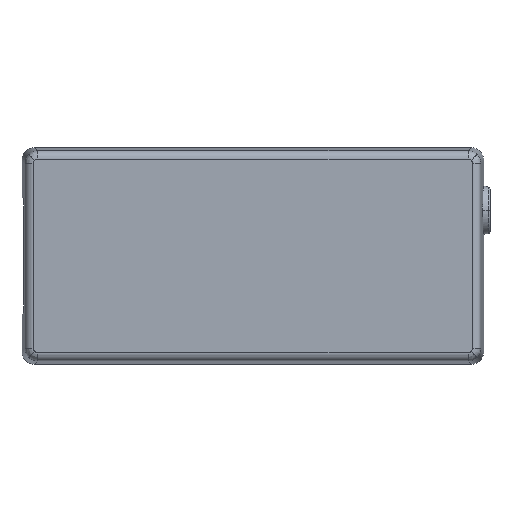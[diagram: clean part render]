
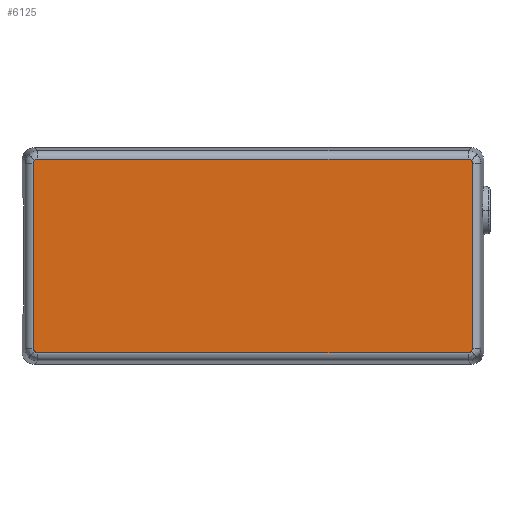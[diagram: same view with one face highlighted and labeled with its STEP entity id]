
A CAD part, top view. The second image highlights one B-rep face of the part: STEP entity #6125.
In plain terms, the highlighted planar face has unit normal (0, 0, 1).
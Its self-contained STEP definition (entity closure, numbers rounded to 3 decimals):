
#1418=DIRECTION('',(1.,0.,0.));
#1419=VECTOR('',#1418,103.53);
#1420=CARTESIAN_POINT('',(-51.765,23.264,16.));
#1421=LINE('',#1420,#1419);
#1422=CARTESIAN_POINT('',(52.471,22.971,16.));
#1529=DIRECTION('',(0.,1.,0.));
#1530=VECTOR('',#1529,44.53);
#1531=CARTESIAN_POINT('',(-52.764,-22.265,16.));
#1532=LINE('',#1531,#1530);
#1533=CARTESIAN_POINT('',(-52.471,22.971,16.));
#1555=CARTESIAN_POINT('',(-52.471,22.971,16.));
#1556=CARTESIAN_POINT('',(-52.564,22.879,16.));
#1557=CARTESIAN_POINT('',(-52.712,22.657,16.));
#1558=CARTESIAN_POINT('',(-52.764,22.396,16.));
#1559=CARTESIAN_POINT('',(-52.764,22.265,16.));
#1561=CARTESIAN_POINT('',(-51.765,23.264,16.));
#1562=CARTESIAN_POINT('',(-51.896,23.264,16.));
#1563=CARTESIAN_POINT('',(-52.157,23.212,16.));
#1564=CARTESIAN_POINT('',(-52.379,23.064,16.));
#1565=CARTESIAN_POINT('',(-52.471,22.971,16.));
#1567=CARTESIAN_POINT('',(52.471,22.971,16.));
#1568=CARTESIAN_POINT('',(52.379,23.064,16.));
#1569=CARTESIAN_POINT('',(52.157,23.212,16.));
#1570=CARTESIAN_POINT('',(51.896,23.264,16.));
#1571=CARTESIAN_POINT('',(51.765,23.264,16.));
#1573=CARTESIAN_POINT('',(52.764,22.265,16.));
#1574=CARTESIAN_POINT('',(52.764,22.396,16.));
#1575=CARTESIAN_POINT('',(52.712,22.657,16.));
#1576=CARTESIAN_POINT('',(52.564,22.879,16.));
#1577=CARTESIAN_POINT('',(52.471,22.971,16.));
#1579=CARTESIAN_POINT('',(52.471,-22.971,16.));
#1580=CARTESIAN_POINT('',(52.564,-22.879,16.));
#1581=CARTESIAN_POINT('',(52.712,-22.657,16.));
#1582=CARTESIAN_POINT('',(52.764,-22.396,16.));
#1583=CARTESIAN_POINT('',(52.764,-22.265,16.));
#1585=CARTESIAN_POINT('',(51.765,-23.264,16.));
#1586=CARTESIAN_POINT('',(51.896,-23.264,16.));
#1587=CARTESIAN_POINT('',(52.157,-23.212,16.));
#1588=CARTESIAN_POINT('',(52.379,-23.064,16.));
#1589=CARTESIAN_POINT('',(52.471,-22.971,16.));
#1591=CARTESIAN_POINT('',(-52.471,-22.971,16.));
#1592=CARTESIAN_POINT('',(-52.379,-23.064,16.));
#1593=CARTESIAN_POINT('',(-52.157,-23.212,
16.));
#1594=CARTESIAN_POINT('',(-51.896,-23.264,16.));
#1595=CARTESIAN_POINT('',(-51.765,-23.264,16.));
#1597=CARTESIAN_POINT('',(-52.764,-22.265,16.));
#1598=CARTESIAN_POINT('',(-52.764,-22.396,16.));
#1599=CARTESIAN_POINT('',(-52.712,-22.657,
16.));
#1600=CARTESIAN_POINT('',(-52.564,-22.879,16.));
#1601=CARTESIAN_POINT('',(-52.471,-22.971,16.));
#1607=DIRECTION('',(0.,-1.,0.));
#1608=VECTOR('',#1607,44.53);
#1609=CARTESIAN_POINT('',(52.764,22.265,16.));
#1610=LINE('',#1609,#1608);
#1637=DIRECTION('',(-1.,0.,0.));
#1638=VECTOR('',#1637,103.53);
#1639=CARTESIAN_POINT('',(51.765,-23.264,16.));
#1640=LINE('',#1639,#1638);
#3724=CARTESIAN_POINT('',(52.764,22.265,16.));
#3726=VERTEX_POINT('',#3724);
#3763=CARTESIAN_POINT('',(52.764,-22.265,16.));
#3765=VERTEX_POINT('',#3763);
#3817=CARTESIAN_POINT('',(-52.764,22.265,16.));
#3819=VERTEX_POINT('',#3817);
#3933=VERTEX_POINT('',#1585);
#3934=VERTEX_POINT('',#1589);
#3993=VERTEX_POINT('',#1422);
#4140=VERTEX_POINT('',#1571);
#4176=VERTEX_POINT('',#1533);
#4225=VERTEX_POINT('',#1561);
#4255=CARTESIAN_POINT('',(-52.764,-22.265,16.));
#4256=VERTEX_POINT('',#4255);
#4267=CARTESIAN_POINT('',(-51.765,-23.264,16.));
#4268=VERTEX_POINT('',#4267);
#4288=VERTEX_POINT('',#1591);
#6101=CARTESIAN_POINT('',(-55.5,26.,16.));
#6102=DIRECTION('',(0.,0.,1.));
#6103=DIRECTION('',(1.,0.,0.));
#6104=AXIS2_PLACEMENT_3D('',#6101,#6102,#6103);
#6105=PLANE('',#6104);
#6106=ORIENTED_EDGE('',*,*,#6030,.F.);
#6107=ORIENTED_EDGE('',*,*,#6095,.F.);
#6108=ORIENTED_EDGE('',*,*,#5675,.T.);
#6109=ORIENTED_EDGE('',*,*,#5740,.F.);
#6110=ORIENTED_EDGE('',*,*,#5808,.F.);
#6112=ORIENTED_EDGE('',*,*,#6111,.T.);
#6114=ORIENTED_EDGE('',*,*,#6113,.F.);
#6116=ORIENTED_EDGE('',*,*,#6115,.F.);
#6118=ORIENTED_EDGE('',*,*,#6117,.T.);
#6120=ORIENTED_EDGE('',*,*,#6119,.F.);
#6121=ORIENTED_EDGE('',*,*,#5951,.F.);
#6122=ORIENTED_EDGE('',*,*,#5966,.T.);
#6123=EDGE_LOOP('',(#6106,#6107,#6108,#6109,#6110,#6112,#6114,#6116,#6118,#6120,
#6121,#6122));
#6124=FACE_OUTER_BOUND('',#6123,.F.);
#6125=ADVANCED_FACE('',(#6124),#6105,.T.);
#1560=B_SPLINE_CURVE_WITH_KNOTS('',3,(#1555,#1556,#1557,#1558,#1559),
.UNSPECIFIED.,.F.,.F.,(4,1,4),(0.,0.5,1.),.UNSPECIFIED.);
#1566=B_SPLINE_CURVE_WITH_KNOTS('',3,(#1561,#1562,#1563,#1564,#1565),
.UNSPECIFIED.,.F.,.F.,(4,1,4),(0.,0.5,1.),.UNSPECIFIED.);
#1572=B_SPLINE_CURVE_WITH_KNOTS('',3,(#1567,#1568,#1569,#1570,#1571),
.UNSPECIFIED.,.F.,.F.,(4,1,4),(0.,0.5,1.),.UNSPECIFIED.);
#1578=B_SPLINE_CURVE_WITH_KNOTS('',3,(#1573,#1574,#1575,#1576,#1577),
.UNSPECIFIED.,.F.,.F.,(4,1,4),(0.,0.5,1.),.UNSPECIFIED.);
#1584=B_SPLINE_CURVE_WITH_KNOTS('',3,(#1579,#1580,#1581,#1582,#1583),
.UNSPECIFIED.,.F.,.F.,(4,1,4),(0.,0.5,1.),.UNSPECIFIED.);
#1590=B_SPLINE_CURVE_WITH_KNOTS('',3,(#1585,#1586,#1587,#1588,#1589),
.UNSPECIFIED.,.F.,.F.,(4,1,4),(0.,0.5,1.),.UNSPECIFIED.);
#1596=B_SPLINE_CURVE_WITH_KNOTS('',3,(#1591,#1592,#1593,#1594,#1595),
.UNSPECIFIED.,.F.,.F.,(4,1,4),(0.,0.5,1.),.UNSPECIFIED.);
#1602=B_SPLINE_CURVE_WITH_KNOTS('',3,(#1597,#1598,#1599,#1600,#1601),
.UNSPECIFIED.,.F.,.F.,(4,1,4),(0.,0.5,1.),.UNSPECIFIED.);
#5675=EDGE_CURVE('',#4225,#4140,#1421,.T.);
#5740=EDGE_CURVE('',#3993,#4140,#1572,.T.);
#5808=EDGE_CURVE('',#3726,#3993,#1578,.T.);
#5951=EDGE_CURVE('',#4256,#4288,#1602,.T.);
#5966=EDGE_CURVE('',#4256,#3819,#1532,.T.);
#6030=EDGE_CURVE('',#4176,#3819,#1560,.T.);
#6095=EDGE_CURVE('',#4225,#4176,#1566,.T.);
#6111=EDGE_CURVE('',#3726,#3765,#1610,.T.);
#6113=EDGE_CURVE('',#3934,#3765,#1584,.T.);
#6115=EDGE_CURVE('',#3933,#3934,#1590,.T.);
#6117=EDGE_CURVE('',#3933,#4268,#1640,.T.);
#6119=EDGE_CURVE('',#4288,#4268,#1596,.T.);
